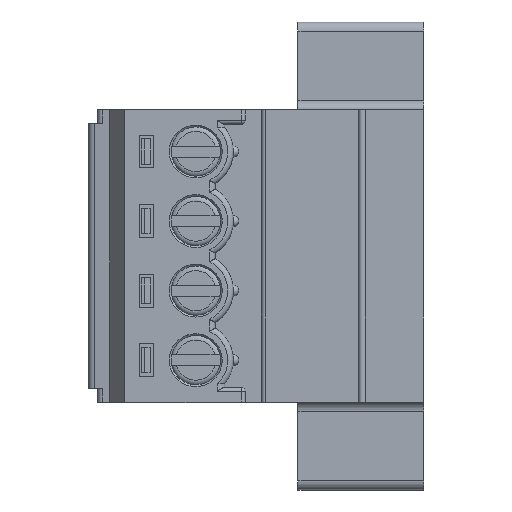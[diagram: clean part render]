
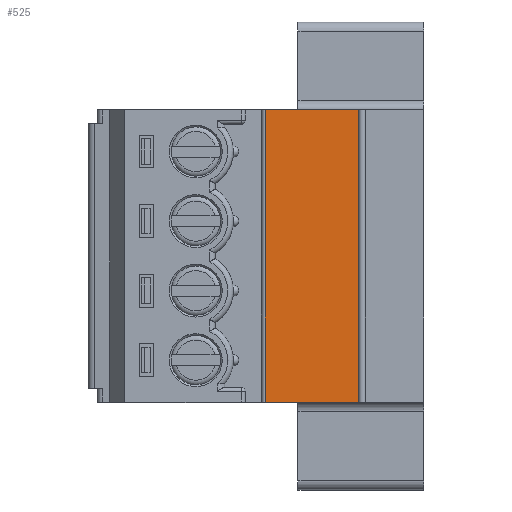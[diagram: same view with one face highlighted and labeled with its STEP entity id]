
A CAD part, top view. The second image highlights one B-rep face of the part: STEP entity #525.
In plain terms, the highlighted planar face has unit normal (0, 0, 1).
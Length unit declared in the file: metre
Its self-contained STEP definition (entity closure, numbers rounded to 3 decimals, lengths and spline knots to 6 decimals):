
#525 = ADVANCED_FACE( '', ( #1544 ), #1545, .F. );
#1544 = FACE_OUTER_BOUND( '', #3158, .T. );
#1545 = PLANE( '', #3159 );
#3158 = EDGE_LOOP( '', ( #4856, #4857, #4858, #4859 ) );
#3159 = AXIS2_PLACEMENT_3D( '', #4860, #4861, #4862 );
#4856 = ORIENTED_EDGE( '', *, *, #9406, .T. );
#4857 = ORIENTED_EDGE( '', *, *, #9407, .F. );
#4858 = ORIENTED_EDGE( '', *, *, #9408, .F. );
#4859 = ORIENTED_EDGE( '', *, *, #9409, .F. );
#4860 = CARTESIAN_POINT( '', ( 0.00025, -0.001905, 0.00485 ) );
#4861 = DIRECTION( '', ( 0., 0., -1. ) );
#4862 = DIRECTION( '', ( -1., 0., 0. ) );
#9406 = EDGE_CURVE( '', #11180, #11181, #11182, .T. );
#9407 = EDGE_CURVE( '', #11183, #11181, #11184, .T. );
#9408 = EDGE_CURVE( '', #11185, #11183, #11186, .T. );
#9409 = EDGE_CURVE( '', #11180, #11185, #11187, .T. );
#11180 = VERTEX_POINT( '', #13814 );
#11181 = VERTEX_POINT( '', #13815 );
#11182 = LINE( '', #13816, #13817 );
#11183 = VERTEX_POINT( '', #13818 );
#11184 = LINE( '', #13819, #13820 );
#11185 = VERTEX_POINT( '', #13821 );
#11186 = LINE( '', #13822, #13823 );
#11187 = LINE( '', #13824, #13825 );
#13814 = CARTESIAN_POINT( '', ( 0.00535, -0.0023, 0.00485 ) );
#13815 = CARTESIAN_POINT( '', ( 0.00535, 0.01373, 0.00485 ) );
#13816 = CARTESIAN_POINT( '', ( 0.00535, -0.001905, 0.00485 ) );
#13817 = VECTOR( '', #17863, 1. );
#13818 = CARTESIAN_POINT( '', ( 0.00025, 0.01373, 0.00485 ) );
#13819 = CARTESIAN_POINT( '', ( 0.00025, 0.01373, 0.00485 ) );
#13820 = VECTOR( '', #17864, 1. );
#13821 = CARTESIAN_POINT( '', ( 0.00025, -0.0023, 0.00485 ) );
#13822 = CARTESIAN_POINT( '', ( 0.00025, -0.001905, 0.00485 ) );
#13823 = VECTOR( '', #17865, 1. );
#13824 = CARTESIAN_POINT( '', ( 0.00535, -0.0023, 0.00485 ) );
#13825 = VECTOR( '', #17866, 1. );
#17863 = DIRECTION( '', ( 0., 1., 0. ) );
#17864 = DIRECTION( '', ( 1., 0., 0. ) );
#17865 = DIRECTION( '', ( 0., 1., 0. ) );
#17866 = DIRECTION( '', ( -1., 0., 0. ) );
